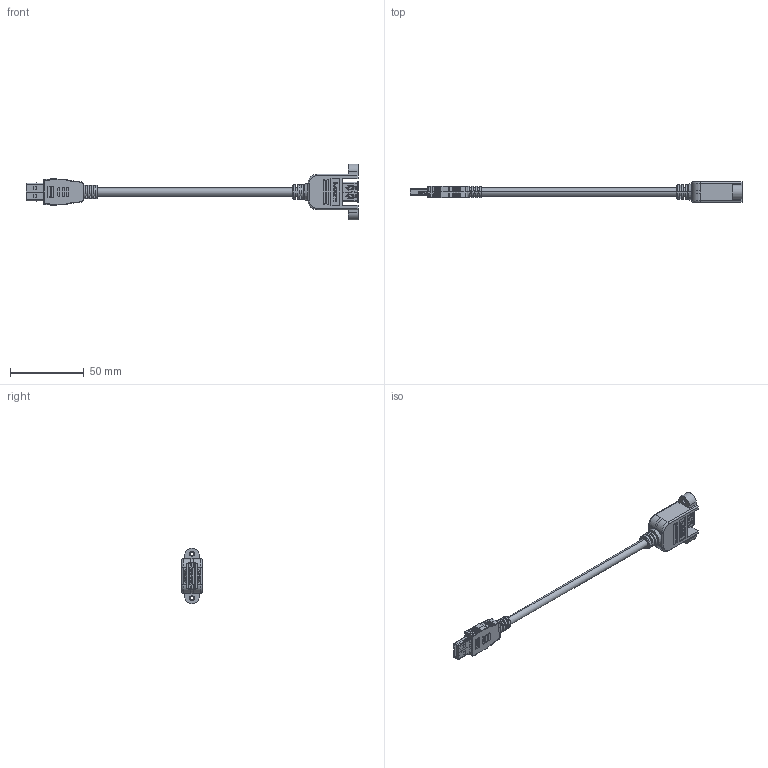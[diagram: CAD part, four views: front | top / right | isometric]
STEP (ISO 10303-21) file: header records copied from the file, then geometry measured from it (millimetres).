
FILE_DESCRIPTION (( 'STEP AP214' ), '1' );
FILE_NAME ('U3A00100.STEP', '2018-04-19T11:43:59', ( '' ), ( '' ), 'SwSTEP 2.0', 'SolidWorks 2017', '' );
FILE_SCHEMA (( 'AUTOMOTIVE_DESIGN' ));
Length unit declared in the file: inch
Products named in the file (17): 1AA05-136_WITH SR; MTN-1038___; 3AC08-027; MTN-675; 1AA05-136-MA7; MTN-663; 1AA05-136-MA6_Cable Clamp Cut; 1AA05-136-MA1___; 1AA05-136-MA4___; 1AA05-136-MA3___; MTN-663_LARGE SR; 1AJ04-028___; 1AA05-057-OLD___; 1AA05-136-MA2___; U3A00100; 1AA05-136-MA5___
Assembly tree (17 placements, depth 4):
  U3A00100
    3AC08-027
    1AA05-136_WITH SR
      1AA05-136-MA5___
      1AA05-136-MA6_Cable Clamp Cut
      1AA05-136-MA1___
      1AA05-136-MA2___
      1AA05-136-MA3___
      1AA05-136-MA4___
      1AA05-136-MA7
      MTN-1038___
    MTN-663
      MTN-663_LARGE SR
      1AJ04-028___  x2
      MTN-675
        MTN-675
        1AA05-057-OLD___
Bounding box: 225.5 x 14.8 x 38 mm (x, y, z)
Volume: 18482.5 mm3; surface area: 16754.2 mm2
Topology: 15 solids, 17 shells, 2709 faces, 7381 edges, 4755 vertices
Faces by surface type: plane 1578, cylinder 705, bspline 286, torus 118, cone 18, sphere 4
Entity records: 97036 total; most frequent: CARTESIAN_POINT 25662, ORIENTED_EDGE 14526, DIRECTION 12771, EDGE_CURVE 7263, VECTOR 5037, LINE 5037, VERTEX_POINT 4697, AXIS2_PLACEMENT_3D 3867
